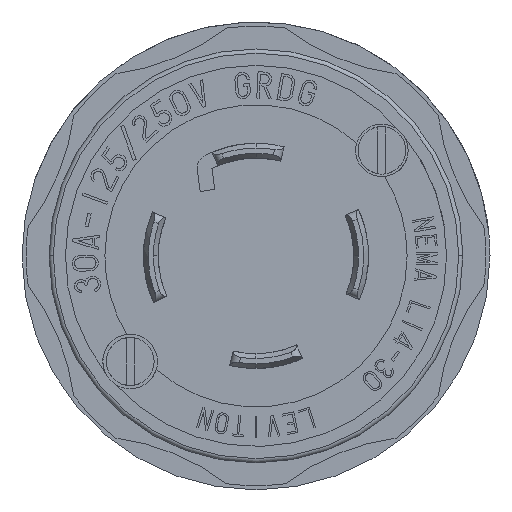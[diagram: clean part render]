
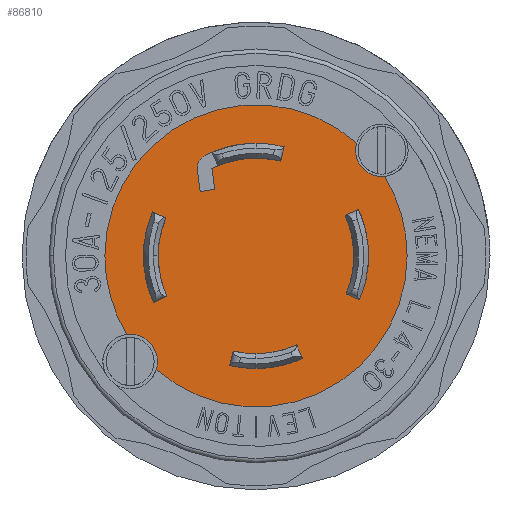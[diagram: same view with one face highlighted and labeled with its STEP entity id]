
A CAD part, left-side view. The second image highlights one B-rep face of the part: STEP entity #86810.
In plain terms, the highlighted planar face has unit normal (-1, 0, 0).
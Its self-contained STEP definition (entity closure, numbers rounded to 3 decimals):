
#60=CARTESIAN_POINT('',(33.35,0.,0.));
#70=DIRECTION('',(-1.,0.,0.));
#80=DIRECTION('',(0.,1.,0.));
#90=AXIS2_PLACEMENT_3D('',#60,#70,#80);
#100=CIRCLE('',#90,18.25);
#110=CARTESIAN_POINT('',(33.35,12.039,-13.715));
#120=VERTEX_POINT('',#110);
#130=CARTESIAN_POINT('',(33.35,-18.25,0.));
#140=VERTEX_POINT('',#130);
#150=EDGE_CURVE('',#120,#140,#100,.T.);
#1690=CARTESIAN_POINT('',(33.35,18.25,0.));
#1700=VERTEX_POINT('',#1690);
#1730=CARTESIAN_POINT('',(33.35,15.598,-9.475));
#1740=VERTEX_POINT('',#1730);
#1750=EDGE_CURVE('',#1700,#1740,#100,.T.);
#9090=CARTESIAN_POINT('',(33.35,-15.196,9.576));
#9100=VERTEX_POINT('',#9090);
#9130=CARTESIAN_POINT('',(33.35,-15.196,12.751));
#9140=DIRECTION('',(-1.,0.,0.));
#9150=DIRECTION('',(0.,0.,1.));
#9160=AXIS2_PLACEMENT_3D('',#9130,#9140,#9150);
#9170=CIRCLE('',#9160,3.175);
#9180=CARTESIAN_POINT('',(33.35,-12.143,13.623));
#9190=VERTEX_POINT('',#9180);
#9200=EDGE_CURVE('',#9190,#9100,#9170,.T.);
#51700=CARTESIAN_POINT('',(33.35,15.196,-9.45));
#51710=VERTEX_POINT('',#51700);
#51740=CARTESIAN_POINT('',(33.35,15.196,-12.751));
#51750=DIRECTION('',(-1.,0.,0.));
#51760=DIRECTION('',(0.,-1.,0.));
#51770=AXIS2_PLACEMENT_3D('',#51740,#51750,#51760);
#51780=CIRCLE('',#51770,3.301);
#51790=EDGE_CURVE('',#120,#51710,#51780,.T.);
#84750=CARTESIAN_POINT('',(33.35,-24.486,0.));
#84760=DIRECTION('',(-1.,0.,0.));
#84770=DIRECTION('',(0.,1.,0.));
#84780=AXIS2_PLACEMENT_3D('',#84750,#84760,#84770);
#84790=PLANE('',#84780);
#84800=ORIENTED_EDGE('',*,*,#1750,.T.);
#84810=EDGE_CURVE('',#9190,#1700,#100,.T.);
#84820=ORIENTED_EDGE('',*,*,#84810,.T.);
#84830=ORIENTED_EDGE('',*,*,#9200,.F.);
#84840=CARTESIAN_POINT('',(33.35,-15.525,9.593));
#84850=VERTEX_POINT('',#84840);
#84860=EDGE_CURVE('',#9100,#84850,#9170,.T.);
#84870=ORIENTED_EDGE('',*,*,#84860,.F.);
#84880=EDGE_CURVE('',#140,#84850,#100,.T.);
#84890=ORIENTED_EDGE('',*,*,#84880,.T.);
#84900=ORIENTED_EDGE('',*,*,#150,.T.);
#84910=ORIENTED_EDGE('',*,*,#51790,.F.);
#84920=EDGE_CURVE('',#51710,#1740,#51780,.T.);
#84930=ORIENTED_EDGE('',*,*,#84920,.F.);
#84940=EDGE_LOOP('',(#84930,#84910,#84900,#84890,#84870,#84830,#84820,
#84800));
#84950=FACE_OUTER_BOUND('',#84940,.T.);
#84960=CARTESIAN_POINT('',(33.35,0.001,0.));
#84970=DIRECTION('',(0.,-0.25,
0.968));
#84980=VECTOR('',#84970,1.);
#84990=LINE('',#84960,#84980);
#85000=CARTESIAN_POINT('',(33.35,-2.957,11.439));
#85010=VERTEX_POINT('',#85000);
#85020=CARTESIAN_POINT('',(33.35,-3.402,13.161));
#85030=VERTEX_POINT('',#85020);
#85040=EDGE_CURVE('',#85010,#85030,#84990,.T.);
#85050=ORIENTED_EDGE('',*,*,#85040,.F.);
#85060=CARTESIAN_POINT('',(33.35,0.,
0.004));
#85070=DIRECTION('',(1.,0.,0.));
#85080=DIRECTION('',(0.,0.,1.));
#85090=AXIS2_PLACEMENT_3D('',#85060,#85070,#85080);
#85100=CIRCLE('',#85090,13.589);
#85110=CARTESIAN_POINT('',(33.35,0.,
13.593));
#85120=VERTEX_POINT('',#85110);
#85130=EDGE_CURVE('',#85120,#85030,#85100,.T.);
#85140=ORIENTED_EDGE('',*,*,#85130,.T.);
#85150=CARTESIAN_POINT('',(33.35,6.131,12.132));
#85160=VERTEX_POINT('',#85150);
#85170=EDGE_CURVE('',#85160,#85120,#85100,.T.);
#85180=ORIENTED_EDGE('',*,*,#85170,.T.);
#85190=CARTESIAN_POINT('',(33.35,5.329,10.545));
#85200=DIRECTION('',(1.,0.,0.));
#85210=DIRECTION('',(0.,0.,1.));
#85220=AXIS2_PLACEMENT_3D('',#85190,#85200,#85210);
#85230=CIRCLE('',#85220,1.778);
#85240=CARTESIAN_POINT('',(33.35,7.09,10.297));
#85250=VERTEX_POINT('',#85240);
#85260=EDGE_CURVE('',#85250,#85160,#85230,.T.);
#85270=ORIENTED_EDGE('',*,*,#85260,.T.);
#85280=CARTESIAN_POINT('',(33.35,5.642,0.));
#85290=DIRECTION('',(0.,-0.139,
-0.99));
#85300=VECTOR('',#85290,1.);
#85310=LINE('',#85280,#85300);
#85320=CARTESIAN_POINT('',(33.35,6.867,8.714));
#85330=VERTEX_POINT('',#85320);
#85340=EDGE_CURVE('',#85250,#85330,#85310,.T.);
#85350=ORIENTED_EDGE('',*,*,#85340,.F.);
#85360=CARTESIAN_POINT('',(33.35,0.,9.679));
#85370=DIRECTION('',(0.,-0.99,
0.139));
#85380=VECTOR('',#85370,1.);
#85390=LINE('',#85360,#85380);
#85400=CARTESIAN_POINT('',(33.35,5.106,8.961));
#85410=VERTEX_POINT('',#85400);
#85420=EDGE_CURVE('',#85330,#85410,#85390,.T.);
#85430=ORIENTED_EDGE('',*,*,#85420,.F.);
#85440=CARTESIAN_POINT('',(33.35,3.847,0.));
#85450=DIRECTION('',(0.,0.139,
0.99));
#85460=VECTOR('',#85450,1.);
#85470=LINE('',#85440,#85460);
#85480=CARTESIAN_POINT('',(33.35,5.329,10.545));
#85490=VERTEX_POINT('',#85480);
#85500=EDGE_CURVE('',#85410,#85490,#85470,.T.);
#85510=ORIENTED_EDGE('',*,*,#85500,.F.);
#85520=CARTESIAN_POINT('',(33.35,0.,
0.004));
#85530=DIRECTION('',(1.,0.,0.));
#85540=DIRECTION('',(0.,0.,1.));
#85550=AXIS2_PLACEMENT_3D('',#85520,#85530,#85540);
#85560=CIRCLE('',#85550,11.811);
#85570=CARTESIAN_POINT('',(33.35,0.,
11.815));
#85580=VERTEX_POINT('',#85570);
#85590=EDGE_CURVE('',#85490,#85580,#85560,.T.);
#85600=ORIENTED_EDGE('',*,*,#85590,.F.);
#85610=EDGE_CURVE('',#85580,#85010,#85560,.T.);
#85620=ORIENTED_EDGE('',*,*,#85610,.F.);
#85630=EDGE_LOOP('',(#85620,#85600,#85510,#85430,#85350,#85270,#85180,
#85140,#85050));
#85640=FACE_BOUND('',#85630,.T.);
#85650=CARTESIAN_POINT('',(33.35,0.,-0.002));
#85660=DIRECTION('',(0.,0.921,
0.391));
#85670=VECTOR('',#85660,1.);
#85680=LINE('',#85650,#85670);
#85690=CARTESIAN_POINT('',(33.35,10.876,4.615));
#85700=VERTEX_POINT('',#85690);
#85710=CARTESIAN_POINT('',(33.35,12.513,5.31));
#85720=VERTEX_POINT('',#85710);
#85730=EDGE_CURVE('',#85700,#85720,#85680,.T.);
#85740=ORIENTED_EDGE('',*,*,#85730,.F.);
#85750=CARTESIAN_POINT('',(33.35,0.004,
0.));
#85760=DIRECTION('',(1.,0.,0.));
#85770=DIRECTION('',(0.,0.,1.));
#85780=AXIS2_PLACEMENT_3D('',#85750,#85760,#85770);
#85790=CIRCLE('',#85780,13.589);
#85800=CARTESIAN_POINT('',(33.35,12.73,-4.766));
#85810=VERTEX_POINT('',#85800);
#85820=EDGE_CURVE('',#85810,#85720,#85790,.T.);
#85830=ORIENTED_EDGE('',*,*,#85820,.T.);
#85840=CARTESIAN_POINT('',(33.35,0.,1.036));
#85850=DIRECTION('',(0.,-0.91,
0.415));
#85860=VECTOR('',#85850,1.);
#85870=LINE('',#85840,#85860);
#85880=CARTESIAN_POINT('',(33.35,11.108,-4.026));
#85890=VERTEX_POINT('',#85880);
#85900=EDGE_CURVE('',#85810,#85890,#85870,.T.);
#85910=ORIENTED_EDGE('',*,*,#85900,.F.);
#85920=CARTESIAN_POINT('',(33.35,0.004,
0.));
#85930=DIRECTION('',(1.,0.,0.));
#85940=DIRECTION('',(0.,0.,1.));
#85950=AXIS2_PLACEMENT_3D('',#85920,#85930,#85940);
#85960=CIRCLE('',#85950,11.811);
#85970=EDGE_CURVE('',#85890,#85700,#85960,.T.);
#85980=ORIENTED_EDGE('',*,*,#85970,.F.);
#85990=EDGE_LOOP('',(#85980,#85910,#85830,#85740));
#86000=FACE_BOUND('',#85990,.T.);
#86010=CARTESIAN_POINT('',(33.35,0.,
-0.004));
#86020=DIRECTION('',(1.,0.,0.));
#86030=DIRECTION('',(0.,0.,-1.));
#86040=AXIS2_PLACEMENT_3D('',#86010,#86020,#86030);
#86050=CIRCLE('',#86040,11.811);
#86060=CARTESIAN_POINT('',(33.35,-4.026,-11.108))
;
#86070=VERTEX_POINT('',#86060);
#86080=CARTESIAN_POINT('',(33.35,0.,
-11.815));
#86090=VERTEX_POINT('',#86080);
#86100=EDGE_CURVE('',#86070,#86090,#86050,.T.);
#86110=ORIENTED_EDGE('',*,*,#86100,.F.);
#86120=CARTESIAN_POINT('',(33.35,2.757,-11.489));
#86130=VERTEX_POINT('',#86120);
#86140=EDGE_CURVE('',#86090,#86130,#86050,.T.);
#86150=ORIENTED_EDGE('',*,*,#86140,.F.);
#86160=CARTESIAN_POINT('',(33.35,-0.001,0.));
#86170=DIRECTION('',(0.,0.233,
-0.972));
#86180=VECTOR('',#86170,1.);
#86190=LINE('',#86160,#86180);
#86200=CARTESIAN_POINT('',(33.35,3.172,-13.218));
#86210=VERTEX_POINT('',#86200);
#86220=EDGE_CURVE('',#86130,#86210,#86190,.T.);
#86230=ORIENTED_EDGE('',*,*,#86220,.F.);
#86240=CARTESIAN_POINT('',(33.35,0.,
-0.004));
#86250=DIRECTION('',(1.,0.,0.));
#86260=DIRECTION('',(0.,0.,-1.));
#86270=AXIS2_PLACEMENT_3D('',#86240,#86250,#86260);
#86280=CIRCLE('',#86270,13.589);
#86290=CARTESIAN_POINT('',(33.35,0.,
-13.593));
#86300=VERTEX_POINT('',#86290);
#86310=EDGE_CURVE('',#86300,#86210,#86280,.T.);
#86320=ORIENTED_EDGE('',*,*,#86310,.T.);
#86330=CARTESIAN_POINT('',(33.35,-4.766,-12.73))
;
#86340=VERTEX_POINT('',#86330);
#86350=EDGE_CURVE('',#86340,#86300,#86280,.T.);
#86360=ORIENTED_EDGE('',*,*,#86350,.T.);
#86370=CARTESIAN_POINT('',(33.35,1.036,0.));
#86380=DIRECTION('',(0.,0.415,
0.91));
#86390=VECTOR('',#86380,1.);
#86400=LINE('',#86370,#86390);
#86410=EDGE_CURVE('',#86340,#86070,#86400,.T.);
#86420=ORIENTED_EDGE('',*,*,#86410,.F.);
#86430=EDGE_LOOP('',(#86420,#86360,#86320,#86230,#86150,#86110));
#86440=FACE_BOUND('',#86430,.T.);
#86450=CARTESIAN_POINT('',(33.35,0.,0.002));
#86460=DIRECTION('',(0.,-0.921,
-0.391));
#86470=VECTOR('',#86460,1.);
#86480=LINE('',#86450,#86470);
#86490=CARTESIAN_POINT('',(33.35,-10.876,-4.615))
;
#86500=VERTEX_POINT('',#86490);
#86510=CARTESIAN_POINT('',(33.35,-12.513,-5.31))
;
#86520=VERTEX_POINT('',#86510);
#86530=EDGE_CURVE('',#86500,#86520,#86480,.T.);
#86540=ORIENTED_EDGE('',*,*,#86530,.F.);
#86550=CARTESIAN_POINT('',(33.35,-0.004,
0.));
#86560=DIRECTION('',(1.,0.,0.));
#86570=DIRECTION('',(0.,0.,-1.));
#86580=AXIS2_PLACEMENT_3D('',#86550,#86560,#86570);
#86590=CIRCLE('',#86580,13.589);
#86600=CARTESIAN_POINT('',(33.35,-12.73,4.766));
#86610=VERTEX_POINT('',#86600);
#86620=EDGE_CURVE('',#86610,#86520,#86590,.T.);
#86630=ORIENTED_EDGE('',*,*,#86620,.T.);
#86640=CARTESIAN_POINT('',(33.35,0.,-1.036));
#86650=DIRECTION('',(0.,0.91,
-0.415));
#86660=VECTOR('',#86650,1.);
#86670=LINE('',#86640,#86660);
#86680=CARTESIAN_POINT('',(33.35,-11.108,4.026));
#86690=VERTEX_POINT('',#86680);
#86700=EDGE_CURVE('',#86610,#86690,#86670,.T.);
#86710=ORIENTED_EDGE('',*,*,#86700,.F.);
#86720=CARTESIAN_POINT('',(33.35,-0.004,
0.));
#86730=DIRECTION('',(1.,0.,0.));
#86740=DIRECTION('',(0.,0.,-1.));
#86750=AXIS2_PLACEMENT_3D('',#86720,#86730,#86740);
#86760=CIRCLE('',#86750,11.811);
#86770=EDGE_CURVE('',#86690,#86500,#86760,.T.);
#86780=ORIENTED_EDGE('',*,*,#86770,.F.);
#86790=EDGE_LOOP('',(#86780,#86710,#86630,#86540));
#86800=FACE_BOUND('',#86790,.T.);
#86810=ADVANCED_FACE('F1659',(#84950,#85640,#86000,#86440,#86800),#84790
,.T.);
